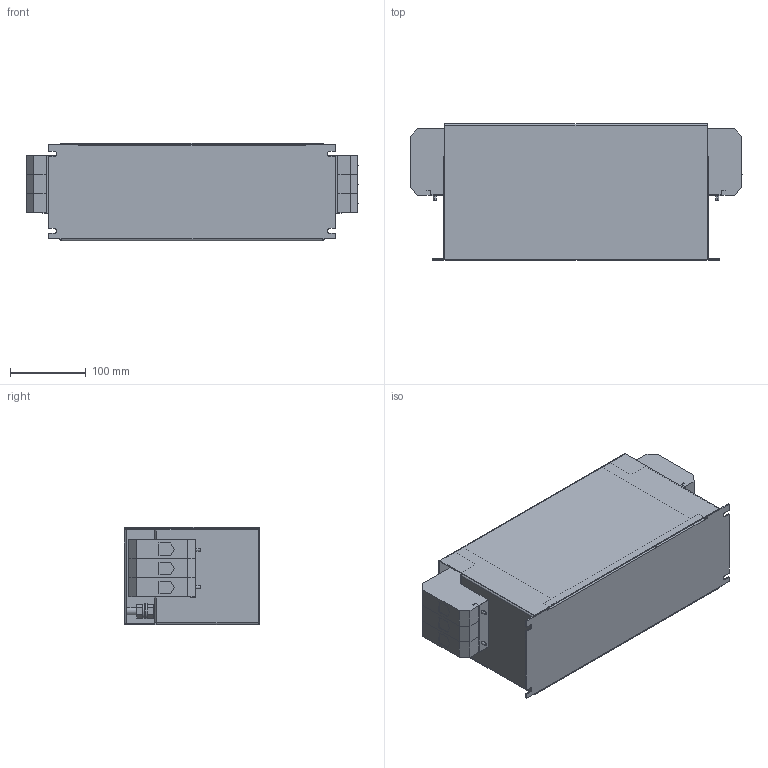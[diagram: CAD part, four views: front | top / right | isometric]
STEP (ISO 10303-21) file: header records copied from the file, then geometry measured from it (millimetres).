
FILE_DESCRIPTION (( 'STEP AP214' ), '1' );
FILE_NAME ('309201.STEP', '2020-11-10T08:33:40', ( '' ), ( '' ), 'SwSTEP 2.0', 'SolidWorks 2018', '' );
FILE_SCHEMA (( 'AUTOMOTIVE_DESIGN' ));
Length unit declared in the file: millimetre
Products named in the file (1): 309201
Bounding box: 439.6 x 180 x 129 mm (x, y, z)
Volume: 1401752.2 mm3; surface area: 577413.9 mm2
Topology: 1 solids, 1 shells, 694 faces, 1714 edges, 1048 vertices
Faces by surface type: plane 570, cylinder 100, bspline 24
Entity records: 20168 total; most frequent: CARTESIAN_POINT 3997, ORIENTED_EDGE 3428, DIRECTION 3200, EDGE_CURVE 1714, LINE 1370, VECTOR 1370, VERTEX_POINT 1048, AXIS2_PLACEMENT_3D 915
